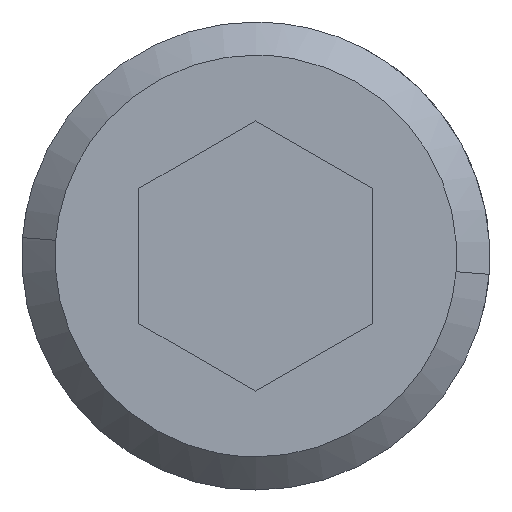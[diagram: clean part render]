
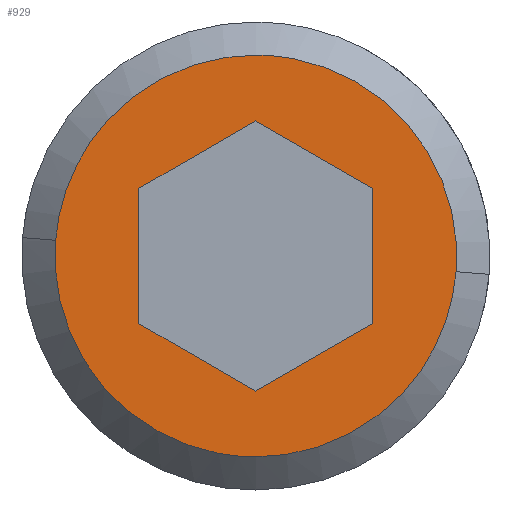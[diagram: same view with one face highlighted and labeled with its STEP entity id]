
A CAD part, front view. The second image highlights one B-rep face of the part: STEP entity #929.
In plain terms, the highlighted free-form (B-spline) face has degree [1, 1] with [2, 2] control points.
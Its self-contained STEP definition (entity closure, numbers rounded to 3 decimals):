
#269=CARTESIAN_POINT('',(5.134,-19.25,-0.404));
#270=VERTEX_POINT('',#269);
#276=CARTESIAN_POINT('',(0.0,-19.25,-5.15));
#277=VERTEX_POINT('',#276);
#278=CARTESIAN_POINT('',(0.0,-19.25,-5.15));
#279=CARTESIAN_POINT('',(4.761,-19.25,-5.15));
#280=CARTESIAN_POINT('',(5.134,-19.25,-0.404));
#288=(BOUNDED_CURVE()B_SPLINE_CURVE(2,(#278,#279,#280),.UNSPECIFIED.,.F.,.U.)B_SPLINE_CURVE_WITH_KNOTS((3,3),(0.0,0.236),.UNSPECIFIED.)CURVE()GEOMETRIC_REPRESENTATION_ITEM()RATIONAL_B_SPLINE_CURVE((1.0,0.723,0.97))REPRESENTATION_ITEM(''));
#289=EDGE_CURVE('',#277,#270,#288,.T.);
#291=CARTESIAN_POINT('',(-5.134,-19.25,0.404));
#292=VERTEX_POINT('',#291);
#293=CARTESIAN_POINT('',(-5.134,-19.25,0.404));
#294=CARTESIAN_POINT('',(-5.15,-19.25,0.202));
#295=CARTESIAN_POINT('',(-5.15,-19.25,0.));
#296=CARTESIAN_POINT('',(-5.15,-19.25,-5.15));
#297=CARTESIAN_POINT('',(0.0,-19.25,-5.15));
#305=(BOUNDED_CURVE()B_SPLINE_CURVE(2,(#293,#294,#295,#296,#297),.UNSPECIFIED.,.F.,.U.)B_SPLINE_CURVE_WITH_KNOTS((3,2,3),(0.736,0.75,1.0),.UNSPECIFIED.)CURVE()GEOMETRIC_REPRESENTATION_ITEM()RATIONAL_B_SPLINE_CURVE((0.97,0.984,1.0,0.707,1.0))REPRESENTATION_ITEM(''));
#306=EDGE_CURVE('',#292,#277,#305,.T.);
#412=CARTESIAN_POINT('',(0.0,-19.25,5.15));
#413=VERTEX_POINT('',#412);
#414=CARTESIAN_POINT('',(0.0,-19.25,5.15));
#415=CARTESIAN_POINT('',(-4.761,-19.25,5.15));
#416=CARTESIAN_POINT('',(-5.134,-19.25,0.404));
#424=(BOUNDED_CURVE()B_SPLINE_CURVE(2,(#414,#415,#416),.UNSPECIFIED.,.F.,.U.)B_SPLINE_CURVE_WITH_KNOTS((3,3),(0.5,0.736),.UNSPECIFIED.)CURVE()GEOMETRIC_REPRESENTATION_ITEM()RATIONAL_B_SPLINE_CURVE((1.0,0.723,0.97))REPRESENTATION_ITEM(''));
#425=EDGE_CURVE('',#413,#292,#424,.T.);
#427=CARTESIAN_POINT('',(5.134,-19.25,-0.404));
#428=CARTESIAN_POINT('',(5.15,-19.25,-0.202));
#429=CARTESIAN_POINT('',(5.15,-19.25,0.));
#430=CARTESIAN_POINT('',(5.15,-19.25,5.15));
#431=CARTESIAN_POINT('',(0.0,-19.25,5.15));
#439=(BOUNDED_CURVE()B_SPLINE_CURVE(2,(#427,#428,#429,#430,#431),.UNSPECIFIED.,.F.,.U.)B_SPLINE_CURVE_WITH_KNOTS((3,2,3),(0.236,0.25,0.5),.UNSPECIFIED.)CURVE()GEOMETRIC_REPRESENTATION_ITEM()RATIONAL_B_SPLINE_CURVE((0.97,0.984,1.0,0.707,1.0))REPRESENTATION_ITEM(''));
#440=EDGE_CURVE('',#270,#413,#439,.T.);
#783=CARTESIAN_POINT('',(3.0,-19.25,1.732));
#784=VERTEX_POINT('',#783);
#785=CARTESIAN_POINT('',(0.0,-19.25,3.464));
#786=VERTEX_POINT('',#785);
#787=CARTESIAN_POINT('',(3.0,-19.25,1.732));
#788=CARTESIAN_POINT('',(0.0,-19.25,3.464));
#789=QUASI_UNIFORM_CURVE('',1,(#787,#788),.UNSPECIFIED.,.F.,.U.);
#790=EDGE_CURVE('',#784,#786,#789,.T.);
#811=CARTESIAN_POINT('',(3.0,-19.25,-1.732));
#812=VERTEX_POINT('',#811);
#813=CARTESIAN_POINT('',(3.0,-19.25,-1.732));
#814=CARTESIAN_POINT('',(3.0,-19.25,1.732));
#815=QUASI_UNIFORM_CURVE('',1,(#813,#814),.UNSPECIFIED.,.F.,.U.);
#816=EDGE_CURVE('',#812,#784,#815,.T.);
#833=CARTESIAN_POINT('',(0.0,-19.25,-3.464));
#834=VERTEX_POINT('',#833);
#835=CARTESIAN_POINT('',(0.0,-19.25,-3.464));
#836=CARTESIAN_POINT('',(3.0,-19.25,-1.732));
#837=QUASI_UNIFORM_CURVE('',1,(#835,#836),.UNSPECIFIED.,.F.,.U.);
#838=EDGE_CURVE('',#834,#812,#837,.T.);
#855=CARTESIAN_POINT('',(-3.0,-19.25,-1.732));
#856=VERTEX_POINT('',#855);
#857=CARTESIAN_POINT('',(-3.0,-19.25,-1.732));
#858=CARTESIAN_POINT('',(0.0,-19.25,-3.464));
#859=QUASI_UNIFORM_CURVE('',1,(#857,#858),.UNSPECIFIED.,.F.,.U.);
#860=EDGE_CURVE('',#856,#834,#859,.T.);
#877=CARTESIAN_POINT('',(-3.0,-19.25,1.732));
#878=VERTEX_POINT('',#877);
#879=CARTESIAN_POINT('',(-3.0,-19.25,1.732));
#880=CARTESIAN_POINT('',(-3.0,-19.25,-1.732));
#881=QUASI_UNIFORM_CURVE('',1,(#879,#880),.UNSPECIFIED.,.F.,.U.);
#882=EDGE_CURVE('',#878,#856,#881,.T.);
#899=CARTESIAN_POINT('',(0.0,-19.25,3.464));
#900=CARTESIAN_POINT('',(-3.0,-19.25,1.732));
#901=QUASI_UNIFORM_CURVE('',1,(#899,#900),.UNSPECIFIED.,.F.,.U.);
#902=EDGE_CURVE('',#786,#878,#901,.T.);
#910=CARTESIAN_POINT('',(-5.663,-19.25,-5.664));
#911=CARTESIAN_POINT('',(-5.663,-19.25,5.664));
#912=CARTESIAN_POINT('',(5.663,-19.25,-5.664));
#913=CARTESIAN_POINT('',(5.663,-19.25,5.664));
#914=B_SPLINE_SURFACE_WITH_KNOTS('',1,1,((#910,#912),(#911,#913)),.UNSPECIFIED.,.F.,.F.,.U.,(2,2),(2,2),(0.0,11.329),(0.0,11.326),.UNSPECIFIED.);
#915=ORIENTED_EDGE('',*,*,#289,.T.);
#916=ORIENTED_EDGE('',*,*,#440,.T.);
#917=ORIENTED_EDGE('',*,*,#425,.T.);
#918=ORIENTED_EDGE('',*,*,#306,.T.);
#919=EDGE_LOOP('',(#915,#916,#917,#918));
#920=FACE_OUTER_BOUND('',#919,.T.);
#921=ORIENTED_EDGE('',*,*,#882,.F.);
#922=ORIENTED_EDGE('',*,*,#902,.F.);
#923=ORIENTED_EDGE('',*,*,#790,.F.);
#924=ORIENTED_EDGE('',*,*,#816,.F.);
#925=ORIENTED_EDGE('',*,*,#838,.F.);
#926=ORIENTED_EDGE('',*,*,#860,.F.);
#927=EDGE_LOOP('',(#921,#922,#923,#924,#925,#926));
#928=FACE_BOUND('',#927,.T.);
#929=ADVANCED_FACE('',(#920,#928),#914,.F.);
